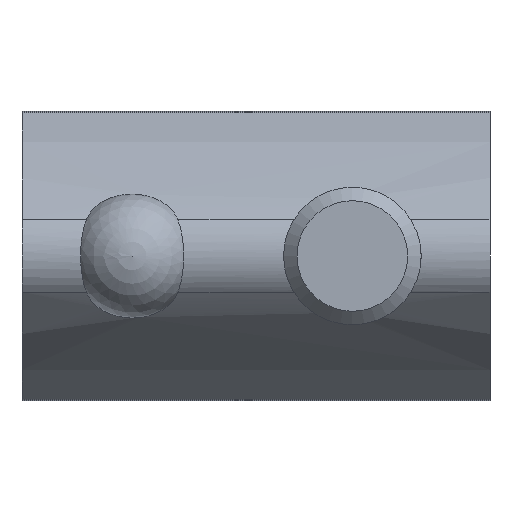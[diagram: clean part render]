
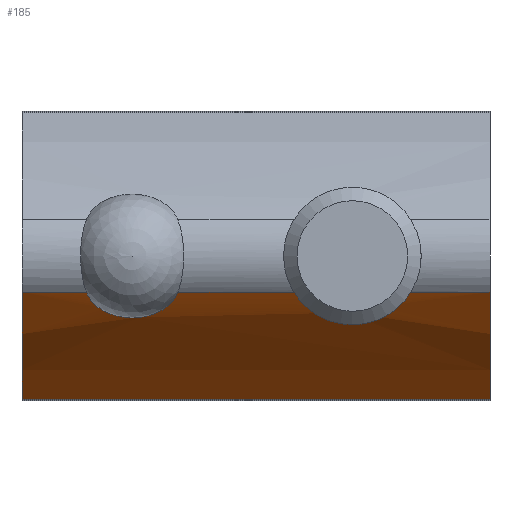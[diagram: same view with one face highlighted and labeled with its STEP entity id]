
A CAD part, front view. The second image highlights one B-rep face of the part: STEP entity #185.
In plain terms, the highlighted cylindrical face has radius 16 mm (diameter 32 mm), a partial arc.
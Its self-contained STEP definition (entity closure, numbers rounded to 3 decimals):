
#185 = ADVANCED_FACE( '', ( #395 ), #396, .T. );
#395 = FACE_OUTER_BOUND( '', #658, .T. );
#396 = CYLINDRICAL_SURFACE( '', #659, 16. );
#658 = EDGE_LOOP( '', ( #987, #988, #989, #990, #991, #992, #993, #994 ) );
#659 = AXIS2_PLACEMENT_3D( '', #995, #996, #997 );
#987 = ORIENTED_EDGE( '', *, *, #1560, .F. );
#988 = ORIENTED_EDGE( '', *, *, #1600, .T. );
#989 = ORIENTED_EDGE( '', *, *, #1601, .T. );
#990 = ORIENTED_EDGE( '', *, *, #1602, .T. );
#991 = ORIENTED_EDGE( '', *, *, #1603, .T. );
#992 = ORIENTED_EDGE( '', *, *, #1604, .F. );
#993 = ORIENTED_EDGE( '', *, *, #1605, .F. );
#994 = ORIENTED_EDGE( '', *, *, #1606, .T. );
#995 = CARTESIAN_POINT( '', ( 17., 12.55, 9.203 ) );
#996 = DIRECTION( '', ( 1., 0., 0. ) );
#997 = DIRECTION( '', ( 0., 0., 1. ) );
#1560 = EDGE_CURVE( '', #1844, #1831, #1846, .T. );
#1600 = EDGE_CURVE( '', #1844, #1912, #1913, .T. );
#1601 = EDGE_CURVE( '', #1912, #1914, #1915, .T. );
#1602 = EDGE_CURVE( '', #1914, #1916, #1917, .T. );
#1603 = EDGE_CURVE( '', #1916, #1918, #1919, .T. );
#1604 = EDGE_CURVE( '', #1920, #1918, #1921, .T. );
#1605 = EDGE_CURVE( '', #1922, #1920, #1923, .T. );
#1606 = EDGE_CURVE( '', #1922, #1831, #1924, .T. );
#1831 = VERTEX_POINT( '', #2410 );
#1844 = VERTEX_POINT( '', #2449 );
#1846 = B_SPLINE_CURVE_WITH_KNOTS( '', 3, ( #2454, #2455, #2456, #2457, #2458, #2459, #2460, #2461, #2462, #2463, #2464, #2465, #2466, #2467, #2468, #2469, #2470, #2471 ), .UNSPECIFIED., .F., .F., ( 4, 2, 2, 2, 2, 2, 2, 2, 4 ), ( 0., 0., 0.001, 0.001, 0.002, 0.002, 0.003, 0.003, 0.004 ), .UNSPECIFIED. );
#1912 = VERTEX_POINT( '', #2617 );
#1913 = LINE( '', #2618, #2619 );
#1914 = VERTEX_POINT( '', #2620 );
#1915 = B_SPLINE_CURVE_WITH_KNOTS( '', 3, ( #2621, #2622, #2623, #2624, #2625, #2626, #2627, #2628, #2629, #2630, #2631, #2632, #2633, #2634, #2635, #2636, #2637, #2638, #2639, #2640, #2641, #2642 ), .UNSPECIFIED., .F., .F., ( 4, 2, 2, 2, 2, 2, 2, 2, 2, 2, 4 ), ( 0., 0.001, 0.001, 0.002, 0.002, 0.002, 0.003, 0.003, 0.003, 0.004, 0.004 ), .UNSPECIFIED. );
#1916 = VERTEX_POINT( '', #2643 );
#1917 = LINE( '', #2644, #2645 );
#1918 = VERTEX_POINT( '', #2646 );
#1919 = CIRCLE( '', #2647, 16. );
#1920 = VERTEX_POINT( '', #2648 );
#1921 = LINE( '', #2649, #2650 );
#1922 = VERTEX_POINT( '', #2651 );
#1923 = CIRCLE( '', #2652, 16. );
#1924 = LINE( '', #2653, #2654 );
#2410 = CARTESIAN_POINT( '', ( 13.595, 0.493, -1.315 ) );
#2449 = CARTESIAN_POINT( '', ( 10.405, 0.493, -1.315 ) );
#2454 = CARTESIAN_POINT( '', ( 10.405, 0.493, -1.315 ) );
#2455 = CARTESIAN_POINT( '', ( 10.493, 0.586, -1.421 ) );
#2456 = CARTESIAN_POINT( '', ( 10.591, 0.673, -1.519 ) );
#2457 = CARTESIAN_POINT( '', ( 10.812, 0.837, -1.698 ) );
#2458 = CARTESIAN_POINT( '', ( 10.937, 0.914, -1.779 ) );
#2459 = CARTESIAN_POINT( '', ( 11.208, 1.044, -1.915 ) );
#2460 = CARTESIAN_POINT( '', ( 11.355, 1.098, -1.97 ) );
#2461 = CARTESIAN_POINT( '', ( 11.669, 1.173, -2.047 ) );
#2462 = CARTESIAN_POINT( '', ( 11.833, 1.193, -2.067 ) );
#2463 = CARTESIAN_POINT( '', ( 12.165, 1.193, -2.067 ) );
#2464 = CARTESIAN_POINT( '', ( 12.328, 1.173, -2.047 ) );
#2465 = CARTESIAN_POINT( '', ( 12.643, 1.098, -1.971 ) );
#2466 = CARTESIAN_POINT( '', ( 12.79, 1.045, -1.916 ) );
#2467 = CARTESIAN_POINT( '', ( 13.063, 0.914, -1.779 ) );
#2468 = CARTESIAN_POINT( '', ( 13.185, 0.839, -1.699 ) );
#2469 = CARTESIAN_POINT( '', ( 13.407, 0.675, -1.521 ) );
#2470 = CARTESIAN_POINT( '', ( 13.507, 0.586, -1.421 ) );
#2471 = CARTESIAN_POINT( '', ( 13.595, 0.493, -1.315 ) );
#2617 = CARTESIAN_POINT( '', ( 5.662, 0.493, -1.315 ) );
#2618 = CARTESIAN_POINT( '', ( 17., 0.493, -1.315 ) );
#2619 = VECTOR( '', #3068, 1000. );
#2620 = CARTESIAN_POINT( '', ( 2.338, 0.493, -1.315 ) );
#2621 = CARTESIAN_POINT( '', ( 5.662, 0.493, -1.315 ) );
#2622 = CARTESIAN_POINT( '', ( 5.608, 0.612, -1.451 ) );
#2623 = CARTESIAN_POINT( '', ( 5.529, 0.725, -1.577 ) );
#2624 = CARTESIAN_POINT( '', ( 5.319, 0.939, -1.806 ) );
#2625 = CARTESIAN_POINT( '', ( 5.192, 1.034, -1.906 ) );
#2626 = CARTESIAN_POINT( '', ( 4.897, 1.197, -2.071 ) );
#2627 = CARTESIAN_POINT( '', ( 4.731, 1.262, -2.136 ) );
#2628 = CARTESIAN_POINT( '', ( 4.466, 1.328, -2.202 ) );
#2629 = CARTESIAN_POINT( '', ( 4.374, 1.345, -2.219 ) );
#2630 = CARTESIAN_POINT( '', ( 4.189, 1.368, -2.241 ) );
#2631 = CARTESIAN_POINT( '', ( 4.096, 1.374, -2.246 ) );
#2632 = CARTESIAN_POINT( '', ( 3.909, 1.374, -2.247 ) );
#2633 = CARTESIAN_POINT( '', ( 3.814, 1.368, -2.241 ) );
#2634 = CARTESIAN_POINT( '', ( 3.629, 1.346, -2.219 ) );
#2635 = CARTESIAN_POINT( '', ( 3.539, 1.329, -2.203 ) );
#2636 = CARTESIAN_POINT( '', ( 3.274, 1.263, -2.138 ) );
#2637 = CARTESIAN_POINT( '', ( 3.107, 1.198, -2.073 ) );
#2638 = CARTESIAN_POINT( '', ( 2.812, 1.037, -1.908 ) );
#2639 = CARTESIAN_POINT( '', ( 2.682, 0.939, -1.807 ) );
#2640 = CARTESIAN_POINT( '', ( 2.473, 0.728, -1.579 ) );
#2641 = CARTESIAN_POINT( '', ( 2.392, 0.612, -1.451 ) );
#2642 = CARTESIAN_POINT( '', ( 2.338, 0.493, -1.315 ) );
#2643 = CARTESIAN_POINT( '', ( 0., 0.493, -1.315 ) );
#2644 = CARTESIAN_POINT( '', ( 17., 0.493, -1.315 ) );
#2645 = VECTOR( '', #3069, 1000. );
#2646 = CARTESIAN_POINT( '', ( 0., 5.582, -5.2 ) );
#2647 = AXIS2_PLACEMENT_3D( '', #3070, #3071, #3072 );
#2648 = CARTESIAN_POINT( '', ( 17., 5.582, -5.2 ) );
#2649 = CARTESIAN_POINT( '', ( 17., 5.582, -5.2 ) );
#2650 = VECTOR( '', #3073, 1000. );
#2651 = CARTESIAN_POINT( '', ( 17., 0.493, -1.315 ) );
#2652 = AXIS2_PLACEMENT_3D( '', #3074, #3075, #3076 );
#2653 = CARTESIAN_POINT( '', ( 17., 0.493, -1.315 ) );
#2654 = VECTOR( '', #3077, 1000. );
#3068 = DIRECTION( '', ( -1., 0., 0. ) );
#3069 = DIRECTION( '', ( -1., 0., 0. ) );
#3070 = CARTESIAN_POINT( '', ( 0., 12.55, 9.203 ) );
#3071 = DIRECTION( '', ( 1., 0., 0. ) );
#3072 = DIRECTION( '', ( 0., 0., -1. ) );
#3073 = DIRECTION( '', ( -1., 0., 0. ) );
#3074 = CARTESIAN_POINT( '', ( 17., 12.55, 9.203 ) );
#3075 = DIRECTION( '', ( 1., 0., 0. ) );
#3076 = DIRECTION( '', ( 0., 0., -1. ) );
#3077 = DIRECTION( '', ( -1., 0., 0. ) );
